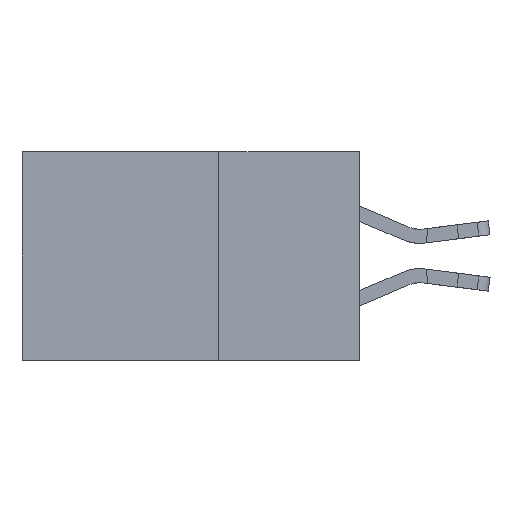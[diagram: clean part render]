
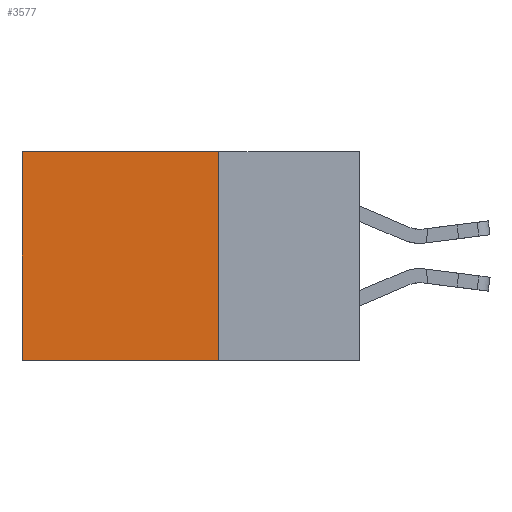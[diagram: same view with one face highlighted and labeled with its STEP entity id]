
A CAD part, left-side view. The second image highlights one B-rep face of the part: STEP entity #3577.
In plain terms, the highlighted planar face has unit normal (-1, 0, 0).
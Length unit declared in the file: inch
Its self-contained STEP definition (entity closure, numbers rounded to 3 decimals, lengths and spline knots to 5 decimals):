
#55 = LINE ( 'NONE', #27230, #10893 ) ;
#193 = DIRECTION ( 'NONE',  ( 0., 1., 0. ) ) ;
#505 = LINE ( 'NONE', #30320, #14078 ) ;
#976 = CARTESIAN_POINT ( 'NONE',  ( 0.2875, 0.6, 0. ) ) ;
#1511 = LINE ( 'NONE', #2444, #5424 ) ;
#1860 = EDGE_CURVE ( 'NONE', #16750, #8807, #1511, .T. ) ;
#1951 = EDGE_CURVE ( 'NONE', #3988, #24803, #10032, .T. ) ;
#2170 = PLANE ( 'NONE',  #25024 ) ;
#2444 = CARTESIAN_POINT ( 'NONE',  ( 0.2875, 0.6, 0. ) ) ;
#3577 = ADVANCED_FACE ( 'NONE', ( #17657 ), #2170, .F. ) ;
#3988 = VERTEX_POINT ( 'NONE', #27371 ) ;
#5424 = VECTOR ( 'NONE', #22195, 39.37008 ) ;
#5868 = EDGE_CURVE ( 'NONE', #24803, #8807, #505, .T. ) ;
#8807 = VERTEX_POINT ( 'NONE', #18386 ) ;
#9246 = EDGE_CURVE ( 'NONE', #3988, #16750, #55, .T. ) ;
#10032 = LINE ( 'NONE', #17808, #28231 ) ;
#10893 = VECTOR ( 'NONE', #193, 39.37008 ) ;
#14078 = VECTOR ( 'NONE', #20281, 39.37008 ) ;
#14300 = CARTESIAN_POINT ( 'NONE',  ( 0.2875, 0.25, 0. ) ) ;
#16750 = VERTEX_POINT ( 'NONE', #976 ) ;
#17620 = ORIENTED_EDGE ( 'NONE', *, *, #5868, .F. ) ;
#17657 = FACE_OUTER_BOUND ( 'NONE', #24572, .T. ) ;
#17808 = CARTESIAN_POINT ( 'NONE',  ( 0.2875, 0.25, 0. ) ) ;
#18386 = CARTESIAN_POINT ( 'NONE',  ( 0.2875, 0.6, -0.37 ) ) ;
#19807 = ORIENTED_EDGE ( 'NONE', *, *, #1860, .T. ) ;
#20067 = ORIENTED_EDGE ( 'NONE', *, *, #1951, .F. ) ;
#20281 = DIRECTION ( 'NONE',  ( 0., 1., 0. ) ) ;
#20807 = DIRECTION ( 'NONE',  ( 0., 0., -1. ) ) ;
#22195 = DIRECTION ( 'NONE',  ( 0., 0., -1. ) ) ;
#24572 = EDGE_LOOP ( 'NONE', ( #19807, #17620, #20067, #27429 ) ) ;
#24803 = VERTEX_POINT ( 'NONE', #26301 ) ;
#25024 = AXIS2_PLACEMENT_3D ( 'NONE', #14300, #26493, #27246 ) ;
#26301 = CARTESIAN_POINT ( 'NONE',  ( 0.2875, 0.25, -0.37 ) ) ;
#26493 = DIRECTION ( 'NONE',  ( 1., 0., 0. ) ) ;
#27230 = CARTESIAN_POINT ( 'NONE',  ( 0.2875, 0.25, 0. ) ) ;
#27246 = DIRECTION ( 'NONE',  ( 0., 0., -1. ) ) ;
#27371 = CARTESIAN_POINT ( 'NONE',  ( 0.2875, 0.25, 0. ) ) ;
#27429 = ORIENTED_EDGE ( 'NONE', *, *, #9246, .T. ) ;
#28231 = VECTOR ( 'NONE', #20807, 39.37008 ) ;
#30320 = CARTESIAN_POINT ( 'NONE',  ( 0.2875, 0.25, -0.37 ) ) ;
